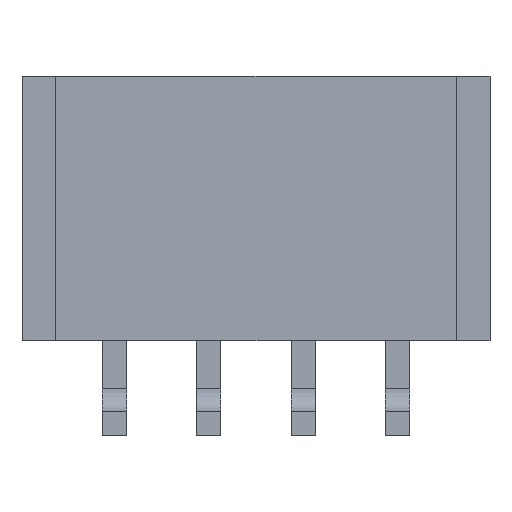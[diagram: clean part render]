
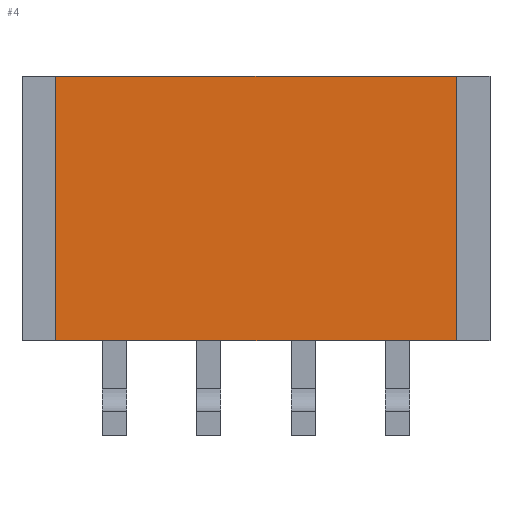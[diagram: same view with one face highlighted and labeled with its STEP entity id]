
A CAD part, front view. The second image highlights one B-rep face of the part: STEP entity #4.
In plain terms, the highlighted planar face has unit normal (0, -1, 0).
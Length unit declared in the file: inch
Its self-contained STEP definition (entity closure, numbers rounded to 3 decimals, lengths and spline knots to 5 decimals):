
#4 = ADVANCED_FACE ( 'NONE', ( #2296 ), #691, .F. ) ;
#102 = LINE ( 'NONE', #791, #267 ) ;
#127 = EDGE_LOOP ( 'NONE', ( #707, #443, #777, #2263 ) ) ;
#267 = VECTOR ( 'NONE', #2442, 39.37008 ) ;
#384 = CARTESIAN_POINT ( 'NONE',  ( -0.20866, 0.01575, 0.22638 ) ) ;
#443 = ORIENTED_EDGE ( 'NONE', *, *, #2591, .T. ) ;
#551 = CARTESIAN_POINT ( 'NONE',  ( 0.20866, 0.01575, 0.22638 ) ) ;
#583 = DIRECTION ( 'NONE',  ( 0., 0., 1. ) ) ;
#591 = DIRECTION ( 'NONE',  ( -1., 0., 0. ) ) ;
#599 = LINE ( 'NONE', #551, #1359 ) ;
#691 = PLANE ( 'NONE',  #1035 ) ;
#707 = ORIENTED_EDGE ( 'NONE', *, *, #1732, .F. ) ;
#720 = VERTEX_POINT ( 'NONE', #384 ) ;
#777 = ORIENTED_EDGE ( 'NONE', *, *, #2626, .F. ) ;
#791 = CARTESIAN_POINT ( 'NONE',  ( -0.24409, 0.01575, -0.04921 ) ) ;
#803 = CARTESIAN_POINT ( 'NONE',  ( -0.20866, 0.01575, -0.04921 ) ) ;
#869 = VECTOR ( 'NONE', #583, 39.37008 ) ;
#882 = CARTESIAN_POINT ( 'NONE',  ( -0.24409, 0.01575, -0.04921 ) ) ;
#950 = CARTESIAN_POINT ( 'NONE',  ( -0.20866, 0.01575, -0.04921 ) ) ;
#1035 = AXIS2_PLACEMENT_3D ( 'NONE', #882, #2109, #2318 ) ;
#1087 = CARTESIAN_POINT ( 'NONE',  ( 0.20866, 0.01575, 0.22638 ) ) ;
#1175 = CARTESIAN_POINT ( 'NONE',  ( -0.24409, 0.01575, 0.22638 ) ) ;
#1205 = VERTEX_POINT ( 'NONE', #950 ) ;
#1266 = EDGE_CURVE ( 'NONE', #1205, #1335, #102, .T. ) ;
#1329 = DIRECTION ( 'NONE',  ( 0., 0., -1. ) ) ;
#1335 = VERTEX_POINT ( 'NONE', #2032 ) ;
#1359 = VECTOR ( 'NONE', #1329, 39.37008 ) ;
#1732 = EDGE_CURVE ( 'NONE', #2308, #1335, #599, .T. ) ;
#1887 = VECTOR ( 'NONE', #591, 39.37008 ) ;
#2032 = CARTESIAN_POINT ( 'NONE',  ( 0.20866, 0.01575, -0.04921 ) ) ;
#2059 = LINE ( 'NONE', #803, #869 ) ;
#2109 = DIRECTION ( 'NONE',  ( 0., 1., 0. ) ) ;
#2263 = ORIENTED_EDGE ( 'NONE', *, *, #1266, .T. ) ;
#2296 = FACE_OUTER_BOUND ( 'NONE', #127, .T. ) ;
#2308 = VERTEX_POINT ( 'NONE', #1087 ) ;
#2310 = LINE ( 'NONE', #1175, #1887 ) ;
#2318 = DIRECTION ( 'NONE',  ( 0., 0., 1. ) ) ;
#2442 = DIRECTION ( 'NONE',  ( 1., 0., 0. ) ) ;
#2591 = EDGE_CURVE ( 'NONE', #2308, #720, #2310, .T. ) ;
#2626 = EDGE_CURVE ( 'NONE', #1205, #720, #2059, .T. ) ;
